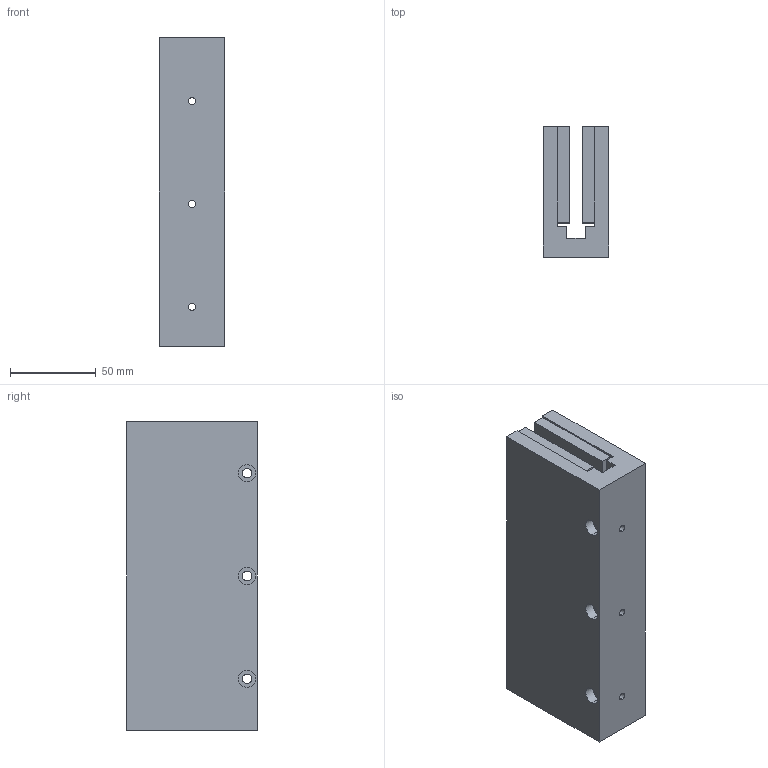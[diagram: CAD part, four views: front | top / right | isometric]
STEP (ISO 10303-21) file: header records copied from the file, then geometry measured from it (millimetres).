
FILE_DESCRIPTION (( 'STEP AP203' ), '1' );
FILE_NAME ('ZWU-30B-180MNS-MODEL-A01.step', '2022-09-08T12:52:02', ( '' ), ( '' ), 'SwSTEP 2.0', 'SolidWorks 2020', '' );
FILE_SCHEMA (( 'CONFIG_CONTROL_DESIGN' ));
Length unit declared in the file: millimetre
Products named in the file (1): ZWU-30B-180MNS-MODEL-A01
Bounding box: 38.1 x 76.2 x 180 mm (x, y, z)
Volume: 405437.7 mm3; surface area: 93674.2 mm2
Topology: 1 solids, 1 shells, 164 faces, 396 edges, 264 vertices
Faces by surface type: plane 140, cylinder 24
Entity records: 4829 total; most frequent: CARTESIAN_POINT 825, ORIENTED_EDGE 792, DIRECTION 774, EDGE_CURVE 396, VECTOR 348, LINE 348, VERTEX_POINT 264, AXIS2_PLACEMENT_3D 213
